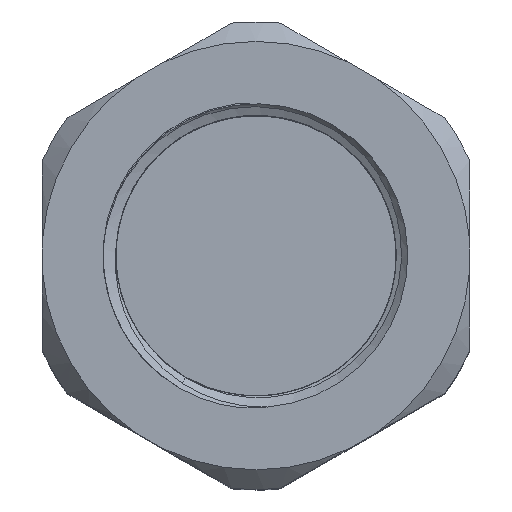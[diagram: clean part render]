
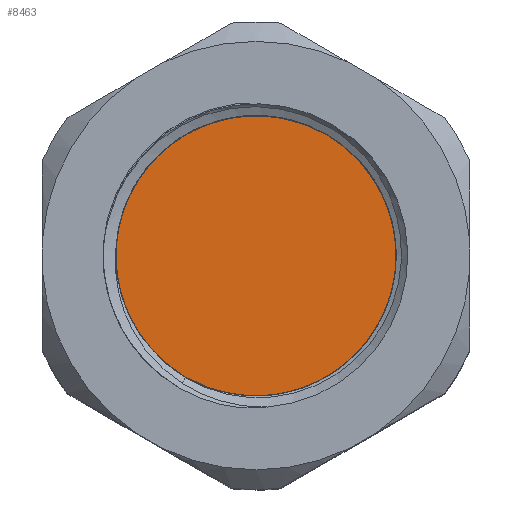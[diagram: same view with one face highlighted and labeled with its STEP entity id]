
A CAD part, top view. The second image highlights one B-rep face of the part: STEP entity #8463.
In plain terms, the highlighted planar face has unit normal (0, 0, 1).
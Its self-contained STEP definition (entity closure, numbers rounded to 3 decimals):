
#431 = DIRECTION ( 'NONE',  ( 0., 0., -1. ) ) ;
#2371 = ORIENTED_EDGE ( 'NONE', *, *, #11869, .F. ) ;
#2454 = DIRECTION ( 'NONE',  ( -0.5, -0.866, 0. ) ) ;
#2871 = FACE_OUTER_BOUND ( 'NONE', #4572, .T. ) ;
#2994 = CIRCLE ( 'NONE', #16973, 12.15 ) ;
#4039 = EDGE_CURVE ( 'NONE', #9515, #15471, #12917, .T. ) ;
#4572 = EDGE_LOOP ( 'NONE', ( #6276, #2371 ) ) ;
#5123 = CARTESIAN_POINT ( 'NONE',  ( -0.002, 0.004, 84.521 ) ) ;
#6276 = ORIENTED_EDGE ( 'NONE', *, *, #4039, .F. ) ;
#6539 = CARTESIAN_POINT ( 'NONE',  ( -6.077, -10.519, 84.521 ) ) ;
#8319 = PLANE ( 'NONE',  #14390 ) ;
#8463 = ADVANCED_FACE ( 'NONE', ( #2871 ), #8319, .F. ) ;
#9515 = VERTEX_POINT ( 'NONE', #14228 ) ;
#10596 = DIRECTION ( 'NONE',  ( 0., 0., -1. ) ) ;
#11021 = CARTESIAN_POINT ( 'NONE',  ( -0.002, 0.004, 84.521 ) ) ;
#11869 = EDGE_CURVE ( 'NONE', #15471, #9515, #2994, .T. ) ;
#12094 = DIRECTION ( 'NONE',  ( -1., 0., 0. ) ) ;
#12917 = CIRCLE ( 'NONE', #14902, 12.15 ) ;
#13788 = DIRECTION ( 'NONE',  ( 0., 0., -1. ) ) ;
#14024 = CARTESIAN_POINT ( 'NONE',  ( -0.002, 0.004, 84.521 ) ) ;
#14228 = CARTESIAN_POINT ( 'NONE',  ( 6.073, 10.526, 84.521 ) ) ;
#14390 = AXIS2_PLACEMENT_3D ( 'NONE', #11021, #13788, #12094 ) ;
#14902 = AXIS2_PLACEMENT_3D ( 'NONE', #5123, #10596, #2454 ) ;
#15471 = VERTEX_POINT ( 'NONE', #6539 ) ;
#15622 = DIRECTION ( 'NONE',  ( -0.5, -0.866, 0. ) ) ;
#16973 = AXIS2_PLACEMENT_3D ( 'NONE', #14024, #431, #15622 ) ;
